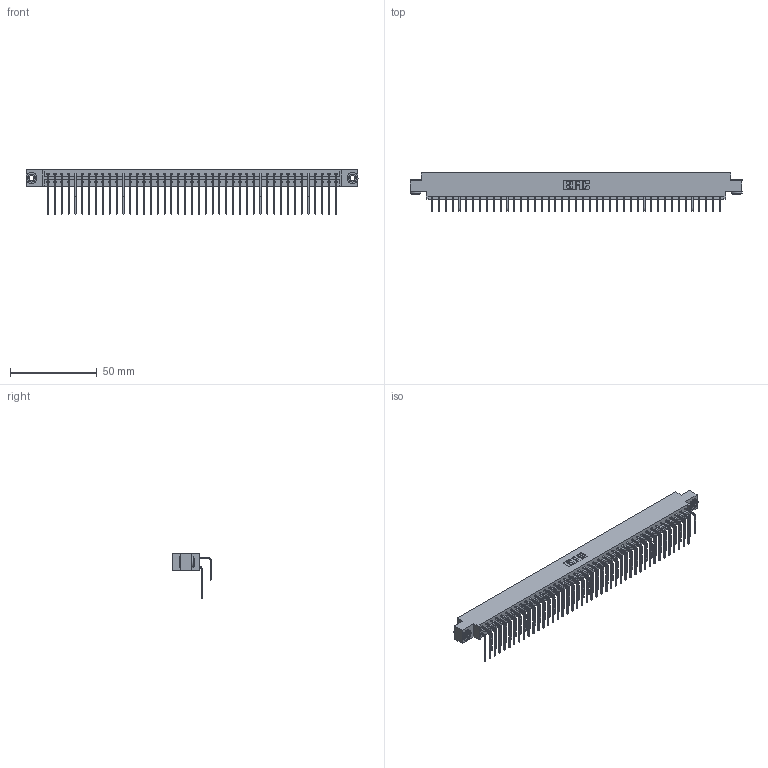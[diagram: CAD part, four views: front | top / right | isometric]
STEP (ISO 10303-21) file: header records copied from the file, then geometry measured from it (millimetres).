
FILE_DESCRIPTION (( 'STEP AP203' ), '1' );
FILE_NAME ('833-086-558-803.STEP', '2020-06-06T04:11:36', ( '' ), ( '' ), 'SwSTEP 2.0', 'SolidWorks 2020', '' );
FILE_SCHEMA (( 'CONFIG_CONTROL_DESIGN' ));
Length unit declared in the file: inch
Products named in the file (5): 345-292-001_558 559 Tail - 1; 833-086-558-803; 833 Part_Offset - .156 Dia - TH; 345-292-001_558 Tail - 2; 345-250-002_345-250-002-102
Assembly tree (89 placements, depth 2):
  833-086-558-803
    833 Part_Offset - .156 Dia - TH
    345-292-001_558 559 Tail - 1  x43
    345-292-001_558 Tail - 2  x43
    345-250-002_345-250-002-102  x2
Bounding box: 191.92 x 22.17 x 25.53 mm (x, y, z)
Volume: 19913.7 mm3; surface area: 26449.6 mm2
Topology: 89 solids, 89 shells, 4800 faces, 14244 edges, 9378 vertices
Faces by surface type: plane 3352, cylinder 1440, cone 8
Entity records: 30100 total; most frequent: CARTESIAN_POINT 5016, ORIENTED_EDGE 4894, DIRECTION 4297, EDGE_CURVE 2447, VECTOR 2255, LINE 2255, VERTEX_POINT 1626, AXIS2_PLACEMENT_3D 1021
